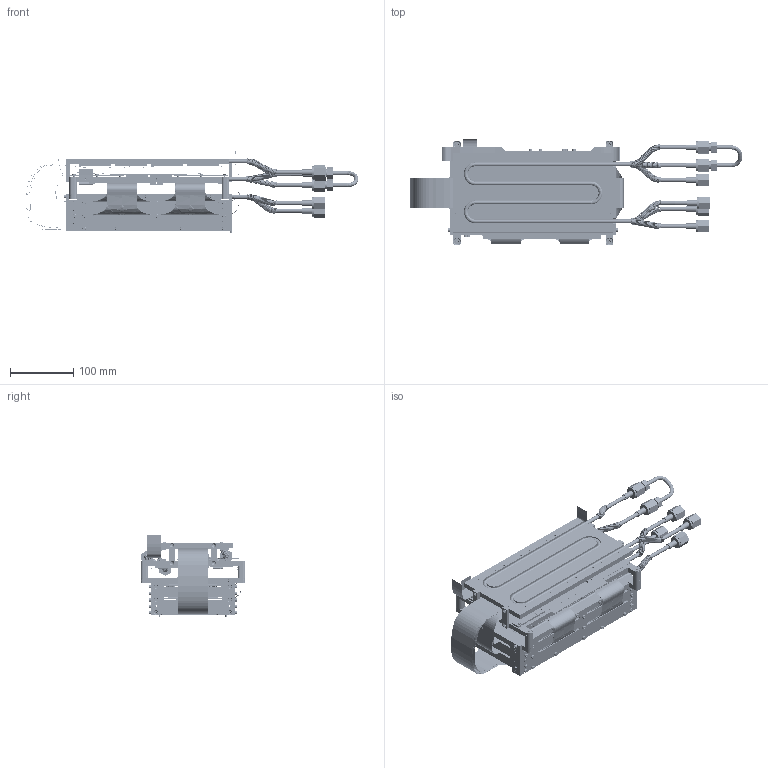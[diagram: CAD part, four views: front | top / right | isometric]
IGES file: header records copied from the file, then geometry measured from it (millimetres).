
Global section: file name: QUADRANT_ASB_V4.igs; native system: NX V8.5; preprocessor: SIEMENS PLM Software NX 8.5; date: 20140717.112730; units: millimetre
Bounding box: 523.76 x 167.93 x 129.62 mm (x, y, z)
Surface area: 1394626.2 mm2 (no closed solid volume)
Topology: 0 solids, 0 shells, 8066 faces, 62008 edges, 59930 vertices
Faces by surface type: bspline 8066
